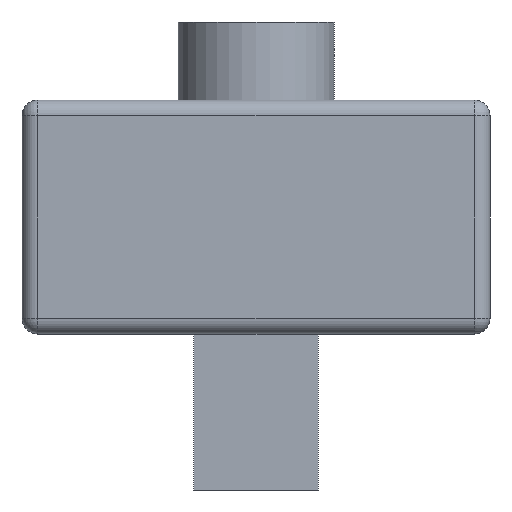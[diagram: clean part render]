
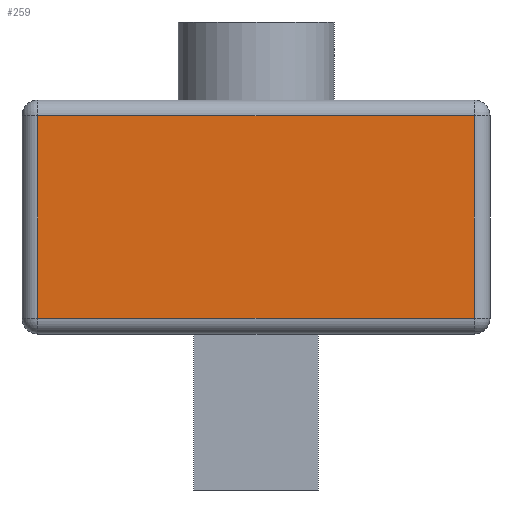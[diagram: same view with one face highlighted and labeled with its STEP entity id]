
A CAD part, left-side view. The second image highlights one B-rep face of the part: STEP entity #259.
In plain terms, the highlighted planar face has unit normal (-1, 0, 0).
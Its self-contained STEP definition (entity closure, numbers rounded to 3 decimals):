
#259 = ADVANCED_FACE('',(#260),#294,.F.);
#260 = FACE_BOUND('',#261,.F.);
#261 = EDGE_LOOP('',(#262,#272,#280,#288));
#262 = ORIENTED_EDGE('',*,*,#263,.F.);
#263 = EDGE_CURVE('',#264,#266,#268,.T.);
#264 = VERTEX_POINT('',#265);
#265 = CARTESIAN_POINT('',(1.32,8.43,-5.28));
#266 = VERTEX_POINT('',#267);
#267 = CARTESIAN_POINT('',(1.32,8.43,7.72));
#268 = LINE('',#269,#270);
#269 = CARTESIAN_POINT('',(1.32,8.43,-6.28));
#270 = VECTOR('',#271,1.);
#271 = DIRECTION('',(0.,0.,1.));
#272 = ORIENTED_EDGE('',*,*,#273,.T.);
#273 = EDGE_CURVE('',#264,#274,#276,.T.);
#274 = VERTEX_POINT('',#275);
#275 = CARTESIAN_POINT('',(1.32,36.43,-5.28));
#276 = LINE('',#277,#278);
#277 = CARTESIAN_POINT('',(1.32,7.43,-5.28));
#278 = VECTOR('',#279,1.);
#279 = DIRECTION('',(0.,1.,0.));
#280 = ORIENTED_EDGE('',*,*,#281,.T.);
#281 = EDGE_CURVE('',#274,#282,#284,.T.);
#282 = VERTEX_POINT('',#283);
#283 = CARTESIAN_POINT('',(1.32,36.43,7.72));
#284 = LINE('',#285,#286);
#285 = CARTESIAN_POINT('',(1.32,36.43,-6.28));
#286 = VECTOR('',#287,1.);
#287 = DIRECTION('',(0.,0.,1.));
#288 = ORIENTED_EDGE('',*,*,#289,.F.);
#289 = EDGE_CURVE('',#266,#282,#290,.T.);
#290 = LINE('',#291,#292);
#291 = CARTESIAN_POINT('',(1.32,7.43,7.72));
#292 = VECTOR('',#293,1.);
#293 = DIRECTION('',(0.,1.,0.));
#294 = PLANE('',#295);
#295 = AXIS2_PLACEMENT_3D('',#296,#297,#298);
#296 = CARTESIAN_POINT('',(1.32,7.43,-6.28));
#297 = DIRECTION('',(1.,0.,0.));
#298 = DIRECTION('',(0.,0.,1.));
